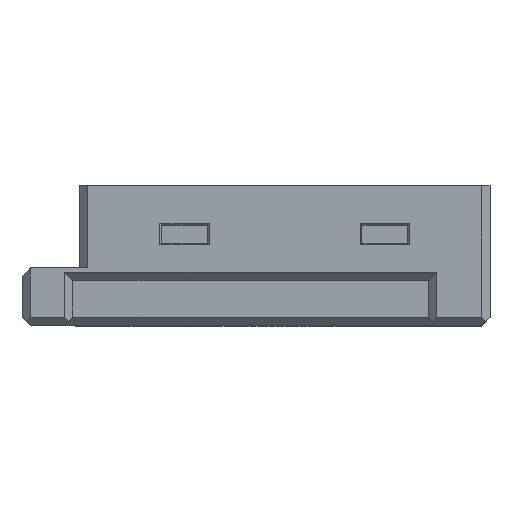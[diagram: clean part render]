
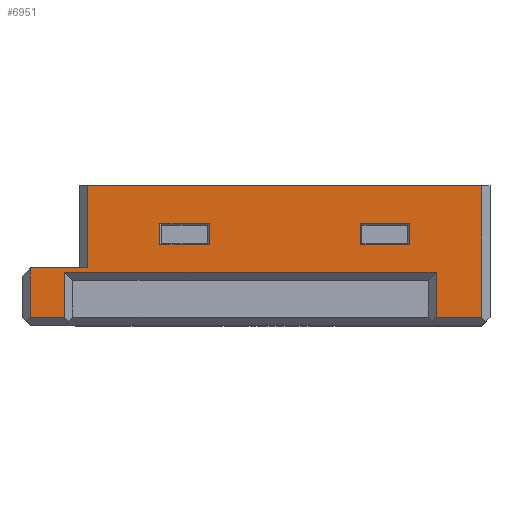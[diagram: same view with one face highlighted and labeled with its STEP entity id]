
A CAD part, top view. The second image highlights one B-rep face of the part: STEP entity #6951.
In plain terms, the highlighted planar face has unit normal (0, 0, 1).
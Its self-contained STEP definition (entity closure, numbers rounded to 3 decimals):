
#58=FACE_BOUND('',#593,.T.);
#59=FACE_BOUND('',#594,.T.);
#196=FACE_OUTER_BOUND('',#592,.T.);
#592=EDGE_LOOP('',(#4759,#4760,#4761,#4762,#4763,#4764,#4765,#4766,#4767,
#4768,#4769));
#593=EDGE_LOOP('',(#4770,#4771,#4772,#4773));
#594=EDGE_LOOP('',(#4774,#4775,#4776,#4777));
#957=LINE('',#9641,#1904);
#959=LINE('',#9645,#1906);
#962=LINE('',#9651,#1909);
#986=LINE('',#9701,#1933);
#1007=LINE('',#9759,#1954);
#1032=LINE('',#9816,#1979);
#1033=LINE('',#9818,#1980);
#1090=LINE('',#9969,#2037);
#1094=LINE('',#9978,#2041);
#1099=LINE('',#9986,#2046);
#1100=LINE('',#9988,#2047);
#1107=LINE('',#10003,#2054);
#1108=LINE('',#10005,#2055);
#1109=LINE('',#10007,#2056);
#1110=LINE('',#10008,#2057);
#1111=LINE('',#10011,#2058);
#1112=LINE('',#10013,#2059);
#1113=LINE('',#10015,#2060);
#1114=LINE('',#10016,#2061);
#1904=VECTOR('',#7771,10.);
#1906=VECTOR('',#7775,10.);
#1909=VECTOR('',#7780,10.);
#1933=VECTOR('',#7822,10.);
#1954=VECTOR('',#7865,10.);
#1979=VECTOR('',#7910,10.);
#1980=VECTOR('',#7911,10.);
#2037=VECTOR('',#8048,10.);
#2041=VECTOR('',#8054,10.);
#2046=VECTOR('',#8061,10.);
#2047=VECTOR('',#8064,10.);
#2054=VECTOR('',#8079,10.);
#2055=VECTOR('',#8080,10.);
#2056=VECTOR('',#8081,10.);
#2057=VECTOR('',#8082,10.);
#2058=VECTOR('',#8083,10.);
#2059=VECTOR('',#8084,10.);
#2060=VECTOR('',#8085,10.);
#2061=VECTOR('',#8086,10.);
#2851=VERTEX_POINT('',#9638);
#2852=VERTEX_POINT('',#9640);
#2853=VERTEX_POINT('',#9644);
#2855=VERTEX_POINT('',#9650);
#2872=VERTEX_POINT('',#9699);
#2898=VERTEX_POINT('',#9758);
#2916=VERTEX_POINT('',#9805);
#2919=VERTEX_POINT('',#9813);
#2921=VERTEX_POINT('',#9817);
#2974=VERTEX_POINT('',#9967);
#2975=VERTEX_POINT('',#9968);
#2978=VERTEX_POINT('',#9976);
#2979=VERTEX_POINT('',#9977);
#2986=VERTEX_POINT('',#10004);
#2987=VERTEX_POINT('',#10006);
#2988=VERTEX_POINT('',#10009);
#2989=VERTEX_POINT('',#10010);
#2990=VERTEX_POINT('',#10012);
#2991=VERTEX_POINT('',#10014);
#3484=EDGE_CURVE('',#2851,#2852,#957,.T.);
#3486=EDGE_CURVE('',#2852,#2853,#959,.T.);
#3489=EDGE_CURVE('',#2853,#2855,#962,.T.);
#3515=EDGE_CURVE('',#2872,#2851,#986,.T.);
#3544=EDGE_CURVE('',#2855,#2898,#1007,.T.);
#3572=EDGE_CURVE('',#2916,#2919,#1032,.T.);
#3573=EDGE_CURVE('',#2921,#2916,#1033,.T.);
#3647=EDGE_CURVE('',#2974,#2975,#1090,.T.);
#3651=EDGE_CURVE('',#2978,#2979,#1094,.T.);
#3656=EDGE_CURVE('',#2979,#2974,#1099,.T.);
#3657=EDGE_CURVE('',#2975,#2978,#1100,.T.);
#3665=EDGE_CURVE('',#2921,#2872,#1107,.T.);
#3666=EDGE_CURVE('',#2986,#2919,#1108,.T.);
#3667=EDGE_CURVE('',#2987,#2986,#1109,.T.);
#3668=EDGE_CURVE('',#2898,#2987,#1110,.T.);
#3669=EDGE_CURVE('',#2988,#2989,#1111,.T.);
#3670=EDGE_CURVE('',#2990,#2988,#1112,.T.);
#3671=EDGE_CURVE('',#2991,#2990,#1113,.T.);
#3672=EDGE_CURVE('',#2989,#2991,#1114,.T.);
#4759=ORIENTED_EDGE('',*,*,#3484,.F.);
#4760=ORIENTED_EDGE('',*,*,#3515,.F.);
#4761=ORIENTED_EDGE('',*,*,#3665,.F.);
#4762=ORIENTED_EDGE('',*,*,#3573,.T.);
#4763=ORIENTED_EDGE('',*,*,#3572,.T.);
#4764=ORIENTED_EDGE('',*,*,#3666,.F.);
#4765=ORIENTED_EDGE('',*,*,#3667,.F.);
#4766=ORIENTED_EDGE('',*,*,#3668,.F.);
#4767=ORIENTED_EDGE('',*,*,#3544,.F.);
#4768=ORIENTED_EDGE('',*,*,#3489,.F.);
#4769=ORIENTED_EDGE('',*,*,#3486,.F.);
#4770=ORIENTED_EDGE('',*,*,#3669,.F.);
#4771=ORIENTED_EDGE('',*,*,#3670,.F.);
#4772=ORIENTED_EDGE('',*,*,#3671,.F.);
#4773=ORIENTED_EDGE('',*,*,#3672,.F.);
#4774=ORIENTED_EDGE('',*,*,#3651,.F.);
#4775=ORIENTED_EDGE('',*,*,#3657,.F.);
#4776=ORIENTED_EDGE('',*,*,#3647,.F.);
#4777=ORIENTED_EDGE('',*,*,#3656,.F.);
#6584=PLANE('',#7384);
#6951=ADVANCED_FACE('',(#196,#58,#59),#6584,.T.);
#7384=AXIS2_PLACEMENT_3D('',#10002,#8077,#8078);
#7771=DIRECTION('',(0.,1.,0.));
#7775=DIRECTION('',(-1.,0.,0.));
#7780=DIRECTION('',(0.,-1.,0.));
#7822=DIRECTION('',(-1.,0.,0.));
#7865=DIRECTION('',(-1.,0.,0.));
#7910=DIRECTION('',(-1.,0.,0.));
#7911=DIRECTION('',(-1.,0.,0.));
#8048=DIRECTION('',(0.,1.,0.));
#8054=DIRECTION('',(0.,-1.,0.));
#8061=DIRECTION('',(1.,0.,0.));
#8064=DIRECTION('',(-1.,0.,0.));
#8077=DIRECTION('center_axis',(0.,0.,
1.));
#8078=DIRECTION('ref_axis',(1.,0.,0.));
#8079=DIRECTION('',(0.,-1.,0.));
#8080=DIRECTION('',(0.,1.,0.));
#8081=DIRECTION('',(1.,0.,0.));
#8082=DIRECTION('',(0.,1.,0.));
#8083=DIRECTION('',(1.,0.,0.));
#8084=DIRECTION('',(0.,-1.,0.));
#8085=DIRECTION('',(-1.,0.,0.));
#8086=DIRECTION('',(0.,1.,0.));
#9638=CARTESIAN_POINT('',(18.,-5.,69.));
#9640=CARTESIAN_POINT('',(18.,0.5,69.));
#9641=CARTESIAN_POINT('',(18.,-4.,69.));
#9644=CARTESIAN_POINT('',(-27.3,0.5,69.));
#9645=CARTESIAN_POINT('',(-15.075,0.5,69.));
#9650=CARTESIAN_POINT('',(-27.3,-5.,69.));
#9651=CARTESIAN_POINT('',(-27.3,-4.,69.));
#9699=CARTESIAN_POINT('',(23.5,-5.,69.));
#9701=CARTESIAN_POINT('',(17.5,-5.,69.));
#9758=CARTESIAN_POINT('',(-31.5,-5.,69.));
#9759=CARTESIAN_POINT('',(-13.,-5.,69.));
#9805=CARTESIAN_POINT('',(19.2,11.,69.));
#9813=CARTESIAN_POINT('',(-24.5,11.,69.));
#9816=CARTESIAN_POINT('',(-25.5,11.,69.));
#9817=CARTESIAN_POINT('',(23.5,11.,69.));
#9818=CARTESIAN_POINT('',(-25.5,11.,69.));
#9967=CARTESIAN_POINT('',(-9.7,3.8,69.));
#9968=CARTESIAN_POINT('',(-9.7,6.4,69.));
#9969=CARTESIAN_POINT('',(-9.7,2.1,69.));
#9976=CARTESIAN_POINT('',(-15.7,6.4,69.));
#9977=CARTESIAN_POINT('',(-15.7,3.8,69.));
#9978=CARTESIAN_POINT('',(-15.7,1.,69.));
#9986=CARTESIAN_POINT('',(-17.7,3.8,69.));
#9988=CARTESIAN_POINT('',(-20.5,6.4,69.));
#10002=CARTESIAN_POINT('Origin',(-25.5,-2.,69.));
#10003=CARTESIAN_POINT('',(23.5,-2.,69.));
#10004=CARTESIAN_POINT('',(-24.5,1.,69.));
#10005=CARTESIAN_POINT('',(-24.5,-2.,69.));
#10006=CARTESIAN_POINT('',(-31.5,1.,69.));
#10007=CARTESIAN_POINT('',(-25.5,1.,69.));
#10008=CARTESIAN_POINT('',(-31.5,0.25,69.));
#10009=CARTESIAN_POINT('',(8.7,3.8,69.));
#10010=CARTESIAN_POINT('',(14.7,3.8,69.));
#10011=CARTESIAN_POINT('',(-5.5,3.8,69.));
#10012=CARTESIAN_POINT('',(8.7,6.4,69.));
#10013=CARTESIAN_POINT('',(8.7,1.,69.));
#10014=CARTESIAN_POINT('',(14.7,6.4,69.));
#10015=CARTESIAN_POINT('',(-8.3,6.4,69.));
#10016=CARTESIAN_POINT('',(14.7,2.1,69.));
